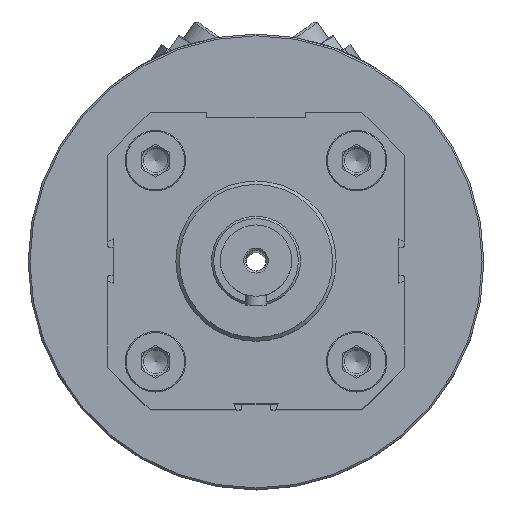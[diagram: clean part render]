
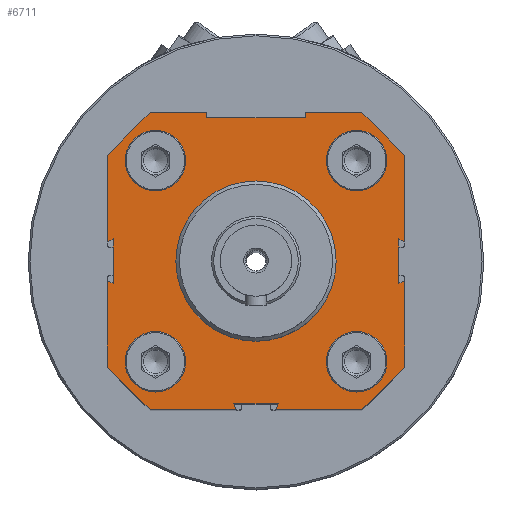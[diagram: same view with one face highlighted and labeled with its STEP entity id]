
A CAD part, top view. The second image highlights one B-rep face of the part: STEP entity #6711.
In plain terms, the highlighted face is planar.
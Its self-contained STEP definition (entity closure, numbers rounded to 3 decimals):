
#357=LINE('',#10281,#894);
#358=LINE('',#10284,#895);
#359=LINE('',#10286,#896);
#360=LINE('',#10288,#897);
#361=LINE('',#10290,#898);
#362=LINE('',#10292,#899);
#363=LINE('',#10294,#900);
#364=LINE('',#10296,#901);
#365=LINE('',#10298,#902);
#366=LINE('',#10300,#903);
#367=LINE('',#10302,#904);
#368=LINE('',#10304,#905);
#369=LINE('',#10306,#906);
#370=LINE('',#10308,#907);
#371=LINE('',#10310,#908);
#372=LINE('',#10312,#909);
#373=LINE('',#10314,#910);
#374=LINE('',#10316,#911);
#375=LINE('',#10318,#912);
#376=LINE('',#10320,#913);
#377=LINE('',#10322,#914);
#378=LINE('',#10324,#915);
#379=LINE('',#10326,#916);
#380=LINE('',#10328,#917);
#894=VECTOR('',#8106,1000.);
#895=VECTOR('',#8107,1000.);
#896=VECTOR('',#8108,1000.);
#897=VECTOR('',#8109,1000.);
#898=VECTOR('',#8110,1000.);
#899=VECTOR('',#8111,1000.);
#900=VECTOR('',#8112,1000.);
#901=VECTOR('',#8113,1000.);
#902=VECTOR('',#8114,1000.);
#903=VECTOR('',#8115,1000.);
#904=VECTOR('',#8116,1000.);
#905=VECTOR('',#8117,1000.);
#906=VECTOR('',#8118,1000.);
#907=VECTOR('',#8119,1000.);
#908=VECTOR('',#8120,1000.);
#909=VECTOR('',#8121,1000.);
#910=VECTOR('',#8122,1000.);
#911=VECTOR('',#8123,1000.);
#912=VECTOR('',#8124,1000.);
#913=VECTOR('',#8125,1000.);
#914=VECTOR('',#8126,1000.);
#915=VECTOR('',#8127,1000.);
#916=VECTOR('',#8128,1000.);
#917=VECTOR('',#8129,1000.);
#1431=ORIENTED_EDGE('',*,*,#3299,.F.);
#1432=ORIENTED_EDGE('',*,*,#3300,.F.);
#1433=ORIENTED_EDGE('',*,*,#3301,.F.);
#1434=ORIENTED_EDGE('',*,*,#3302,.F.);
#1435=ORIENTED_EDGE('',*,*,#3303,.F.);
#1436=ORIENTED_EDGE('',*,*,#3304,.F.);
#1437=ORIENTED_EDGE('',*,*,#3305,.F.);
#1438=ORIENTED_EDGE('',*,*,#3306,.F.);
#1439=ORIENTED_EDGE('',*,*,#3307,.F.);
#1440=ORIENTED_EDGE('',*,*,#3308,.F.);
#1441=ORIENTED_EDGE('',*,*,#3309,.F.);
#1442=ORIENTED_EDGE('',*,*,#3310,.F.);
#1443=ORIENTED_EDGE('',*,*,#3311,.F.);
#1444=ORIENTED_EDGE('',*,*,#3312,.F.);
#1445=ORIENTED_EDGE('',*,*,#3313,.F.);
#1446=ORIENTED_EDGE('',*,*,#3314,.F.);
#1447=ORIENTED_EDGE('',*,*,#3315,.F.);
#1448=ORIENTED_EDGE('',*,*,#3316,.F.);
#1449=ORIENTED_EDGE('',*,*,#3317,.F.);
#1450=ORIENTED_EDGE('',*,*,#3318,.F.);
#1451=ORIENTED_EDGE('',*,*,#3319,.F.);
#1452=ORIENTED_EDGE('',*,*,#3320,.F.);
#1453=ORIENTED_EDGE('',*,*,#3321,.F.);
#1454=ORIENTED_EDGE('',*,*,#3322,.F.);
#1455=ORIENTED_EDGE('',*,*,#3323,.F.);
#1456=ORIENTED_EDGE('',*,*,#3324,.F.);
#1457=ORIENTED_EDGE('',*,*,#3325,.F.);
#1458=ORIENTED_EDGE('',*,*,#3326,.F.);
#1459=ORIENTED_EDGE('',*,*,#3327,.F.);
#3299=EDGE_CURVE('',#4233,#4233,#4896,.T.);
#3300=EDGE_CURVE('',#4234,#4234,#4897,.T.);
#3301=EDGE_CURVE('',#4235,#4235,#4898,.F.);
#3302=EDGE_CURVE('',#4236,#4237,#357,.T.);
#3303=EDGE_CURVE('',#4238,#4236,#358,.T.);
#3304=EDGE_CURVE('',#4239,#4238,#359,.T.);
#3305=EDGE_CURVE('',#4240,#4239,#360,.T.);
#3306=EDGE_CURVE('',#4241,#4240,#361,.T.);
#3307=EDGE_CURVE('',#4242,#4241,#362,.T.);
#3308=EDGE_CURVE('',#4243,#4242,#363,.T.);
#3309=EDGE_CURVE('',#4244,#4243,#364,.T.);
#3310=EDGE_CURVE('',#4245,#4244,#365,.T.);
#3311=EDGE_CURVE('',#4246,#4245,#366,.T.);
#3312=EDGE_CURVE('',#4247,#4246,#367,.T.);
#3313=EDGE_CURVE('',#4248,#4247,#368,.T.);
#3314=EDGE_CURVE('',#4249,#4248,#369,.T.);
#3315=EDGE_CURVE('',#4250,#4249,#370,.T.);
#3316=EDGE_CURVE('',#4251,#4250,#371,.T.);
#3317=EDGE_CURVE('',#4252,#4251,#372,.T.);
#3318=EDGE_CURVE('',#4253,#4252,#373,.T.);
#3319=EDGE_CURVE('',#4254,#4253,#374,.T.);
#3320=EDGE_CURVE('',#4255,#4254,#375,.T.);
#3321=EDGE_CURVE('',#4256,#4255,#376,.T.);
#3322=EDGE_CURVE('',#4257,#4256,#377,.T.);
#3323=EDGE_CURVE('',#4258,#4257,#378,.T.);
#3324=EDGE_CURVE('',#4259,#4258,#379,.T.);
#3325=EDGE_CURVE('',#4237,#4259,#380,.T.);
#3326=EDGE_CURVE('',#4260,#4260,#4899,.T.);
#3327=EDGE_CURVE('',#4261,#4261,#4900,.T.);
#4233=VERTEX_POINT('',#10276);
#4234=VERTEX_POINT('',#10278);
#4235=VERTEX_POINT('',#10280);
#4236=VERTEX_POINT('',#10282);
#4237=VERTEX_POINT('',#10283);
#4238=VERTEX_POINT('',#10285);
#4239=VERTEX_POINT('',#10287);
#4240=VERTEX_POINT('',#10289);
#4241=VERTEX_POINT('',#10291);
#4242=VERTEX_POINT('',#10293);
#4243=VERTEX_POINT('',#10295);
#4244=VERTEX_POINT('',#10297);
#4245=VERTEX_POINT('',#10299);
#4246=VERTEX_POINT('',#10301);
#4247=VERTEX_POINT('',#10303);
#4248=VERTEX_POINT('',#10305);
#4249=VERTEX_POINT('',#10307);
#4250=VERTEX_POINT('',#10309);
#4251=VERTEX_POINT('',#10311);
#4252=VERTEX_POINT('',#10313);
#4253=VERTEX_POINT('',#10315);
#4254=VERTEX_POINT('',#10317);
#4255=VERTEX_POINT('',#10319);
#4256=VERTEX_POINT('',#10321);
#4257=VERTEX_POINT('',#10323);
#4258=VERTEX_POINT('',#10325);
#4259=VERTEX_POINT('',#10327);
#4260=VERTEX_POINT('',#10330);
#4261=VERTEX_POINT('',#10332);
#4896=CIRCLE('',#7278,8.5);
#4897=CIRCLE('',#7279,8.5);
#4898=CIRCLE('',#7280,22.5);
#4899=CIRCLE('',#7281,8.5);
#4900=CIRCLE('',#7282,8.5);
#5259=EDGE_LOOP('',(#1431));
#5260=EDGE_LOOP('',(#1432));
#5261=EDGE_LOOP('',(#1433));
#5262=EDGE_LOOP('',(#1434,#1435,#1436,#1437,#1438,#1439,#1440,#1441,#1442,
#1443,#1444,#1445,#1446,#1447,#1448,#1449,#1450,#1451,#1452,#1453,#1454,
#1455,#1456,#1457));
#5263=EDGE_LOOP('',(#1458));
#5264=EDGE_LOOP('',(#1459));
#5866=FACE_BOUND('',#5259,.T.);
#5867=FACE_BOUND('',#5260,.T.);
#5868=FACE_BOUND('',#5261,.T.);
#5869=FACE_BOUND('',#5262,.T.);
#5870=FACE_BOUND('',#5263,.T.);
#5871=FACE_BOUND('',#5264,.T.);
#6481=PLANE('',#7277);
#6711=ADVANCED_FACE('',(#5866,#5867,#5868,#5869,#5870,#5871),#6481,.F.);
#7277=AXIS2_PLACEMENT_3D('',#10274,#8098,#8099);
#7278=AXIS2_PLACEMENT_3D('',#10275,#8100,#8101);
#7279=AXIS2_PLACEMENT_3D('',#10277,#8102,#8103);
#7280=AXIS2_PLACEMENT_3D('',#10279,#8104,#8105);
#7281=AXIS2_PLACEMENT_3D('',#10329,#8130,#8131);
#7282=AXIS2_PLACEMENT_3D('',#10331,#8132,#8133);
#8098=DIRECTION('',(1.,0.,0.));
#8099=DIRECTION('',(0.,0.,-1.));
#8100=DIRECTION('',(-1.,0.,0.));
#8101=DIRECTION('',(0.,0.,1.));
#8102=DIRECTION('',(-1.,0.,0.));
#8103=DIRECTION('',(0.,0.,1.));
#8104=DIRECTION('',(1.,0.,0.));
#8105=DIRECTION('',(0.,0.,-1.));
#8106=DIRECTION('',(0.,-1.,0.));
#8107=DIRECTION('',(0.,0.429,0.903));
#8108=DIRECTION('',(0.,-1.,0.));
#8109=DIRECTION('',(0.,0.429,-0.903));
#8110=DIRECTION('',(0.,-1.,0.));
#8111=DIRECTION('',(0.,-0.707,0.707));
#8112=DIRECTION('',(0.,0.,1.));
#8113=DIRECTION('',(0.,0.996,0.087));
#8114=DIRECTION('',(0.,0.,1.));
#8115=DIRECTION('',(0.,-0.996,0.087));
#8116=DIRECTION('',(0.,0.,1.));
#8117=DIRECTION('',(0.,0.707,0.707));
#8118=DIRECTION('',(0.,1.,0.));
#8119=DIRECTION('',(0.,-0.429,-0.903));
#8120=DIRECTION('',(0.,1.,0.));
#8121=DIRECTION('',(0.,-0.429,0.903));
#8122=DIRECTION('',(0.,1.,0.));
#8123=DIRECTION('',(0.,0.707,-0.707));
#8124=DIRECTION('',(0.,0.,-1.));
#8125=DIRECTION('',(0.,-0.903,0.429));
#8126=DIRECTION('',(0.,0.,-1.));
#8127=DIRECTION('',(0.,0.903,0.429));
#8128=DIRECTION('',(0.,0.,-1.));
#8129=DIRECTION('',(0.,-0.707,-0.707));
#8130=DIRECTION('',(-1.,0.,0.));
#8131=DIRECTION('',(0.,0.,1.));
#8132=DIRECTION('',(-1.,0.,0.));
#8133=DIRECTION('',(0.,0.,1.));
#10274=CARTESIAN_POINT('',(-222.5,0.,0.));
#10275=CARTESIAN_POINT('',(-222.5,-28.25,28.25));
#10276=CARTESIAN_POINT('',(-222.5,-28.25,36.75));
#10277=CARTESIAN_POINT('',(-222.5,28.25,-28.25));
#10278=CARTESIAN_POINT('',(-222.5,28.25,-19.75));
#10279=CARTESIAN_POINT('',(-222.5,0.,0.));
#10280=CARTESIAN_POINT('',(-222.5,0.,-22.5));
#10281=CARTESIAN_POINT('',(-222.5,-5.469,41.75));
#10282=CARTESIAN_POINT('',(-222.5,-5.469,41.75));
#10283=CARTESIAN_POINT('',(-222.5,-29.75,41.75));
#10284=CARTESIAN_POINT('',(-222.5,-6.263,40.08));
#10285=CARTESIAN_POINT('',(-222.5,-6.263,40.08));
#10286=CARTESIAN_POINT('',(-222.5,6.263,40.08));
#10287=CARTESIAN_POINT('',(-222.5,6.263,40.08));
#10288=CARTESIAN_POINT('',(-222.5,5.469,41.75));
#10289=CARTESIAN_POINT('',(-222.5,5.469,41.75));
#10290=CARTESIAN_POINT('',(-222.5,29.75,41.75));
#10291=CARTESIAN_POINT('',(-222.5,29.75,41.75));
#10292=CARTESIAN_POINT('',(-222.5,41.75,29.75));
#10293=CARTESIAN_POINT('',(-222.5,41.75,29.75));
#10294=CARTESIAN_POINT('',(-222.5,41.75,14.));
#10295=CARTESIAN_POINT('',(-222.5,41.75,14.));
#10296=CARTESIAN_POINT('',(-222.5,40.247,13.869));
#10297=CARTESIAN_POINT('',(-222.5,40.247,13.869));
#10298=CARTESIAN_POINT('',(-222.5,40.247,-13.869));
#10299=CARTESIAN_POINT('',(-222.5,40.247,-13.869));
#10300=CARTESIAN_POINT('',(-222.5,41.75,-14.));
#10301=CARTESIAN_POINT('',(-222.5,41.75,-14.));
#10302=CARTESIAN_POINT('',(-222.5,41.75,-29.75));
#10303=CARTESIAN_POINT('',(-222.5,41.75,-29.75));
#10304=CARTESIAN_POINT('',(-222.5,29.75,-41.75));
#10305=CARTESIAN_POINT('',(-222.5,29.75,-41.75));
#10306=CARTESIAN_POINT('',(-222.5,5.469,-41.75));
#10307=CARTESIAN_POINT('',(-222.5,5.469,-41.75));
#10308=CARTESIAN_POINT('',(-222.5,6.262,-40.08));
#10309=CARTESIAN_POINT('',(-222.5,6.262,-40.08));
#10310=CARTESIAN_POINT('',(-222.5,-6.263,-40.08));
#10311=CARTESIAN_POINT('',(-222.5,-6.263,-40.08));
#10312=CARTESIAN_POINT('',(-222.5,-5.469,-41.75));
#10313=CARTESIAN_POINT('',(-222.5,-5.469,-41.75));
#10314=CARTESIAN_POINT('',(-222.5,-29.75,-41.75));
#10315=CARTESIAN_POINT('',(-222.5,-29.75,-41.75));
#10316=CARTESIAN_POINT('',(-222.5,-41.75,-29.75));
#10317=CARTESIAN_POINT('',(-222.5,-41.75,-29.75));
#10318=CARTESIAN_POINT('',(-222.5,-41.75,-5.469));
#10319=CARTESIAN_POINT('',(-222.5,-41.75,-5.469));
#10320=CARTESIAN_POINT('',(-222.5,-40.08,-6.263));
#10321=CARTESIAN_POINT('',(-222.5,-40.08,-6.263));
#10322=CARTESIAN_POINT('',(-222.5,-40.08,6.263));
#10323=CARTESIAN_POINT('',(-222.5,-40.08,6.263));
#10324=CARTESIAN_POINT('',(-222.5,-41.75,5.469));
#10325=CARTESIAN_POINT('',(-222.5,-41.75,5.469));
#10326=CARTESIAN_POINT('',(-222.5,-41.75,29.75));
#10327=CARTESIAN_POINT('',(-222.5,-41.75,29.75));
#10328=CARTESIAN_POINT('',(-222.5,-29.75,41.75));
#10329=CARTESIAN_POINT('',(-222.5,-28.25,-28.25));
#10330=CARTESIAN_POINT('',(-222.5,-28.25,-19.75));
#10331=CARTESIAN_POINT('',(-222.5,28.25,28.25));
#10332=CARTESIAN_POINT('',(-222.5,28.25,36.75));
